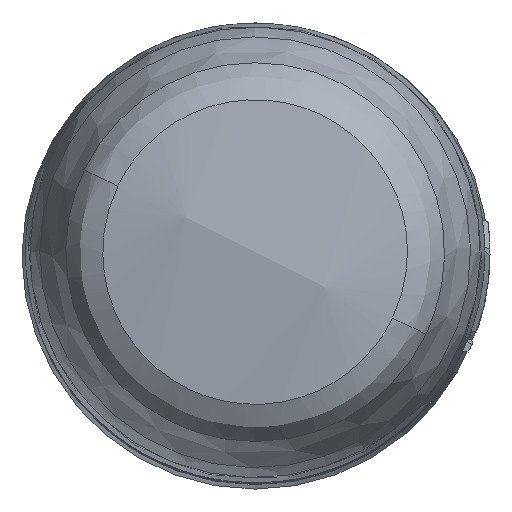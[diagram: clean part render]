
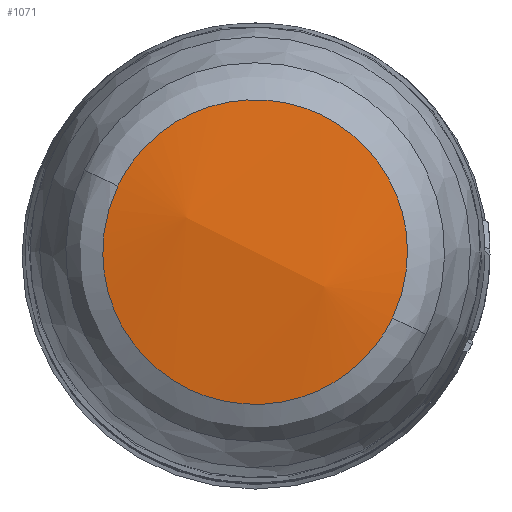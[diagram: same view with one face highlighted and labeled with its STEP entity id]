
A CAD part, top view. The second image highlights one B-rep face of the part: STEP entity #1071.
In plain terms, the highlighted spherical face has radius 100 mm.
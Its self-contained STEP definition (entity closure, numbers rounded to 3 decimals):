
#941=SPHERICAL_SURFACE('',#3201,100.);
#942=FACE_OUTER_BOUND('',#1655,.T.);
#1071=ADVANCED_FACE('',(#942),#941,.T.);
#1232=B_SPLINE_CURVE_WITH_KNOTS('',3,(#4096,#4097,#4098,#4099,#4100,#4101,
#4102,#4103,#4104,#4105,#4106,#4107,#4108,#4109,#4110,#4111,#4112,#4113),
 .UNSPECIFIED.,.F.,.F.,(4,2,2,2,2,2,2,2,4),(0.,0.125,0.25,0.375,0.5,0.625,
0.75,0.875,1.),.UNSPECIFIED.);
#1233=B_SPLINE_CURVE_WITH_KNOTS('',3,(#4116,#4117,#4118,#4119,#4120,#4121,
#4122,#4123,#4124,#4125,#4126,#4127,#4128,#4129,#4130,#4131,#4132,#4133),
 .UNSPECIFIED.,.F.,.F.,(4,2,2,2,2,2,2,2,4),(0.,0.125,0.25,0.375,0.5,0.625,
0.75,0.875,1.),.UNSPECIFIED.);
#1655=EDGE_LOOP('',(#1875,#1876));
#1875=ORIENTED_EDGE('',*,*,#2778,.T.);
#1876=ORIENTED_EDGE('',*,*,#2779,.T.);
#2508=VERTEX_POINT('',#4114);
#2509=VERTEX_POINT('',#4115);
#2778=EDGE_CURVE('',#2508,#2509,#1232,.T.);
#2779=EDGE_CURVE('',#2509,#2508,#1233,.T.);
#3201=AXIS2_PLACEMENT_3D('',#4134,#3481,#3482);
#3481=DIRECTION('',(-0.449,-0.893,0.));
#3482=DIRECTION('',(0.21,-0.106,0.972));
#4096=CARTESIAN_POINT('',(-20.933,10.065,330.615));
#4097=CARTESIAN_POINT('',(-22.258,7.31,330.615));
#4098=CARTESIAN_POINT('',(-23.002,4.401,330.619));
#4099=CARTESIAN_POINT('',(-23.349,-1.833,330.619));
#4100=CARTESIAN_POINT('',(-22.931,-4.801,330.615));
#4101=CARTESIAN_POINT('',(-20.905,-10.578,330.615));
#4102=CARTESIAN_POINT('',(-19.374,-13.16,330.618));
#4103=CARTESIAN_POINT('',(-15.236,-17.789,330.618));
#4104=CARTESIAN_POINT('',(-12.822,-19.606,330.615));
#4105=CARTESIAN_POINT('',(-7.32,-22.255,330.615));
#4106=CARTESIAN_POINT('',(-4.363,-23.004,330.619));
#4107=CARTESIAN_POINT('',(1.806,-23.346,330.619));
#4108=CARTESIAN_POINT('',(4.829,-22.92,330.615));
#4109=CARTESIAN_POINT('',(10.536,-20.921,330.615));
#4110=CARTESIAN_POINT('',(13.153,-19.375,330.619));
#4111=CARTESIAN_POINT('',(17.782,-15.239,330.619));
#4112=CARTESIAN_POINT('',(19.611,-12.819,330.615));
#4113=CARTESIAN_POINT('',(20.94,-10.052,330.615));
#4114=CARTESIAN_POINT('',(-20.933,10.065,330.615));
#4115=CARTESIAN_POINT('',(20.94,-10.052,330.615));
#4116=CARTESIAN_POINT('',(20.94,-10.052,330.615));
#4117=CARTESIAN_POINT('',(22.266,-7.289,330.615));
#4118=CARTESIAN_POINT('',(23.009,-4.38,330.618));
#4119=CARTESIAN_POINT('',(23.352,1.83,330.618));
#4120=CARTESIAN_POINT('',(22.931,4.798,330.615));
#4121=CARTESIAN_POINT('',(20.906,10.576,330.615));
#4122=CARTESIAN_POINT('',(19.364,13.168,330.619));
#4123=CARTESIAN_POINT('',(15.216,17.801,330.619));
#4124=CARTESIAN_POINT('',(12.804,19.617,330.615));
#4125=CARTESIAN_POINT('',(7.316,22.255,330.615));
#4126=CARTESIAN_POINT('',(4.377,23.002,330.619));
#4127=CARTESIAN_POINT('',(-1.797,23.347,330.619));
#4128=CARTESIAN_POINT('',(-4.824,22.921,330.615));
#4129=CARTESIAN_POINT('',(-10.536,20.921,330.615));
#4130=CARTESIAN_POINT('',(-13.165,19.364,330.619));
#4131=CARTESIAN_POINT('',(-17.783,15.235,330.619));
#4132=CARTESIAN_POINT('',(-19.608,12.822,330.615));
#4133=CARTESIAN_POINT('',(-20.933,10.065,330.615));
#4134=CARTESIAN_POINT('',(0.,0.,233.35));
